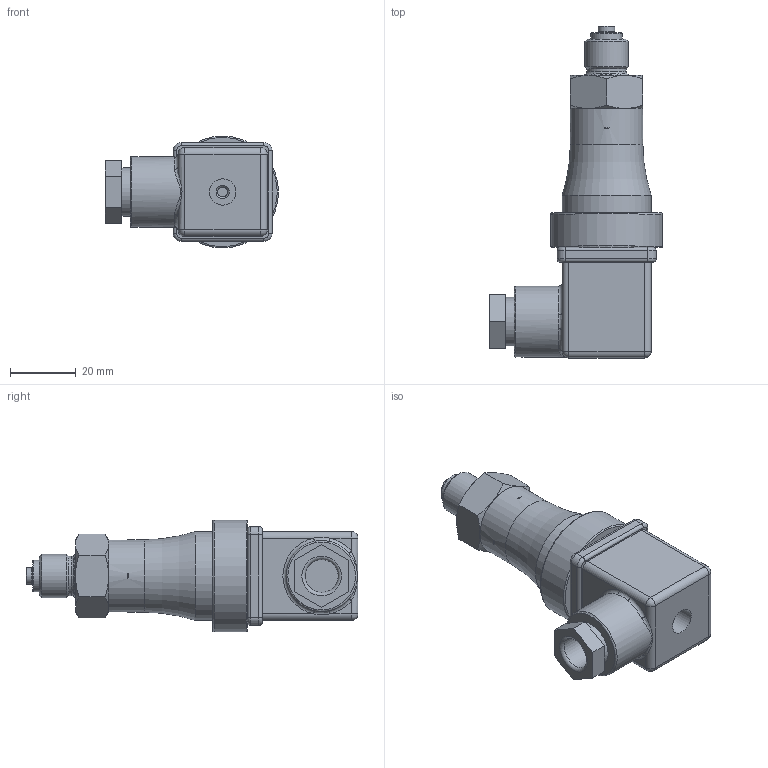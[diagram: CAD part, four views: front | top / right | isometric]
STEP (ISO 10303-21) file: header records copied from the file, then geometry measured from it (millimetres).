
FILE_DESCRIPTION(/* description */ ('Unknown'),/* implementation_level */ '2;1');
FILE_NAME(/* name */ 'PP20S-1.XXXXR.XX44.024X00.004',/* time_stamp */ '2023-06-19T08:45:36+02:00',/* author */ ('Unknown'),/* organization */ ('Baumer'),/* preprocessor_version */ 'ST-DEVELOPER v16.7',/* originating_system */ 'Solid Edge',/* authorisation */ 'Unknown');
FILE_SCHEMA (('AUTOMOTIVE_DESIGN {1 0 10303 214 3 1 1}'));
Length unit declared in the file: millimetre
Products named in the file (1): Part7
Bounding box: 52.45 x 100.6 x 33.9 mm (x, y, z)
Volume: 43567.8 mm3; surface area: 20819.6 mm2
Topology: 1 solids, 2 shells, 318 faces, 775 edges, 489 vertices
Faces by surface type: plane 186, cylinder 69, cone 34, torus 22, sphere 4, bspline 3
Full cylindrical faces by diameter (mm): 2 x1, 2.5 x4, 3 x1, 3.5 x1, 5 x1, 8 x4, 9.5 x1, 10 x1, 11.9 x1, 13.157 x1, 14.4 x1, 14.7 x1, 17 x1, 18.2 x1, 19 x1, 19.15 x1, 19.6 x1, 20 x1, 21 x1, 21.3 x1, 21.5 x1, 21.9 x1, 22 x1, 22.1 x1, 22.2 x1, 24.5 x1, 25.5 x1, 26.8 x2, 27 x1, 33.9 x1
Entity records: 11049 total; most frequent: CARTESIAN_POINT 1654, DIRECTION 1527, ORIENTED_EDGE 1344, EDGE_CURVE 672, AXIS2_PLACEMENT_3D 577, VERTEX_POINT 461, EDGE_LOOP 439, FACE_BOUND 439
